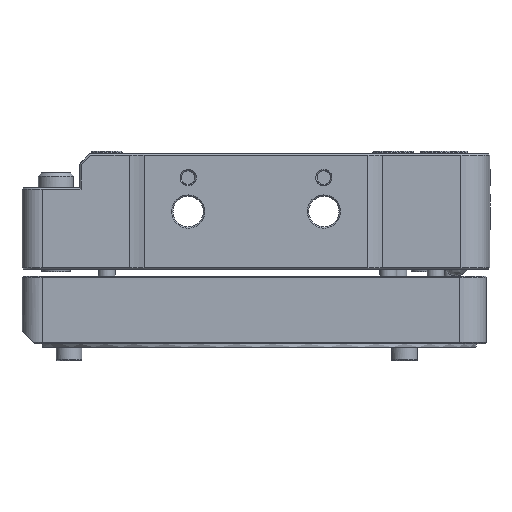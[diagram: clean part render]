
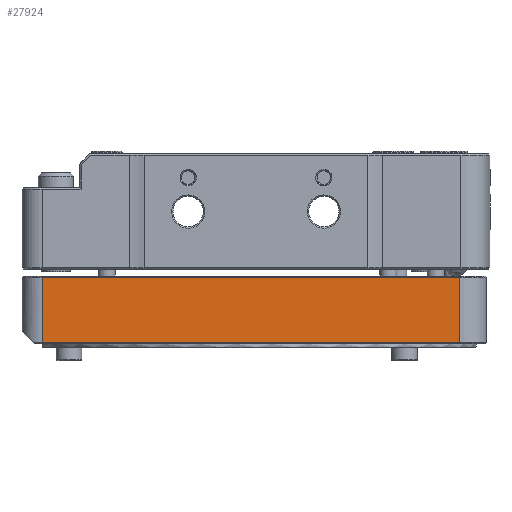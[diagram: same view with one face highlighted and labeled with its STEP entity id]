
A CAD part, front view. The second image highlights one B-rep face of the part: STEP entity #27924.
In plain terms, the highlighted planar face has unit normal (0, -1, 0).
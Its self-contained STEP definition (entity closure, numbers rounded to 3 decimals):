
#4866 = CARTESIAN_POINT ( 'NONE',  ( -36.5, -29., -30. ) ) ;
#5741 = DIRECTION ( 'NONE',  ( 0., 0., 1. ) ) ;
#6199 = AXIS2_PLACEMENT_3D ( 'NONE', #4866, #18879, #26110 ) ;
#6337 = VERTEX_POINT ( 'NONE', #71156 ) ;
#8908 = DIRECTION ( 'NONE',  ( 0., 0., 1. ) ) ;
#13414 = CARTESIAN_POINT ( 'NONE',  ( -36.5, -29., -29.8 ) ) ;
#14817 = LINE ( 'NONE', #22046, #88543 ) ;
#16281 = VECTOR ( 'NONE', #60157, 1000. ) ;
#18879 = DIRECTION ( 'NONE',  ( 0., -1., 0. ) ) ;
#22046 = CARTESIAN_POINT ( 'NONE',  ( 25., -29., -30. ) ) ;
#25625 = CARTESIAN_POINT ( 'NONE',  ( 25., -29., -29.8 ) ) ;
#26110 = DIRECTION ( 'NONE',  ( 1., 0., 0. ) ) ;
#26843 = ORIENTED_EDGE ( 'NONE', *, *, #77771, .T. ) ;
#27924 = ADVANCED_FACE ( 'NONE', ( #52879 ), #80502, .T. ) ;
#32527 = CARTESIAN_POINT ( 'NONE',  ( -36.5, -29., -20.2 ) ) ;
#39067 = VERTEX_POINT ( 'NONE', #71932 ) ;
#40286 = ORIENTED_EDGE ( 'NONE', *, *, #78128, .T. ) ;
#40988 = CARTESIAN_POINT ( 'NONE',  ( -36.5, -29., -20.2 ) ) ;
#45629 = CARTESIAN_POINT ( 'NONE',  ( -36.5, -29., -30. ) ) ;
#50390 = VERTEX_POINT ( 'NONE', #40988 ) ;
#52879 = FACE_OUTER_BOUND ( 'NONE', #76272, .T. ) ;
#57848 = VECTOR ( 'NONE', #5741, 1000. ) ;
#59205 = LINE ( 'NONE', #45629, #57848 ) ;
#60157 = DIRECTION ( 'NONE',  ( 1., 0., 0. ) ) ;
#68668 = DIRECTION ( 'NONE',  ( 1., 0., 0. ) ) ;
#71156 = CARTESIAN_POINT ( 'NONE',  ( 25., -29., -20.2 ) ) ;
#71274 = ORIENTED_EDGE ( 'NONE', *, *, #74818, .F. ) ;
#71932 = CARTESIAN_POINT ( 'NONE',  ( -36.5, -29., -29.8 ) ) ;
#72649 = VECTOR ( 'NONE', #68668, 1000. ) ;
#74818 = EDGE_CURVE ( 'NONE', #39067, #50390, #59205, .T. ) ;
#74835 = ORIENTED_EDGE ( 'NONE', *, *, #76658, .F. ) ;
#76272 = EDGE_LOOP ( 'NONE', ( #40286, #74835, #71274, #26843 ) ) ;
#76379 = LINE ( 'NONE', #13414, #72649 ) ;
#76658 = EDGE_CURVE ( 'NONE', #50390, #6337, #88669, .T. ) ;
#77771 = EDGE_CURVE ( 'NONE', #39067, #82997, #76379, .T. ) ;
#78128 = EDGE_CURVE ( 'NONE', #82997, #6337, #14817, .T. ) ;
#80502 = PLANE ( 'NONE',  #6199 ) ;
#82997 = VERTEX_POINT ( 'NONE', #25625 ) ;
#88543 = VECTOR ( 'NONE', #8908, 1000. ) ;
#88669 = LINE ( 'NONE', #32527, #16281 ) ;
